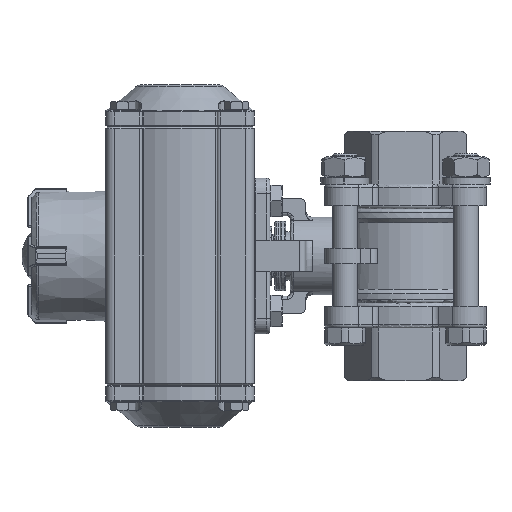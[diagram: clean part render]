
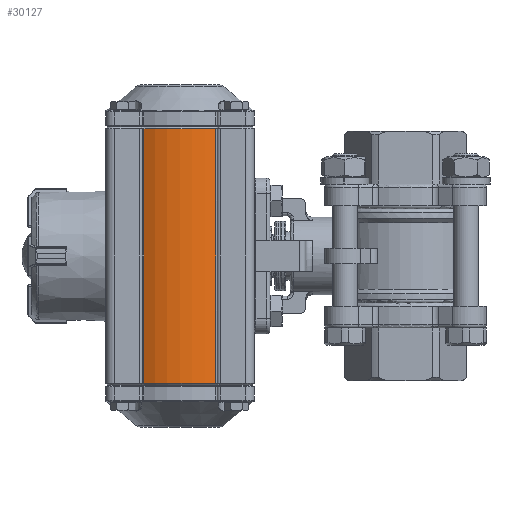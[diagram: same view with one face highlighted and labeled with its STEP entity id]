
A CAD part, left-side view. The second image highlights one B-rep face of the part: STEP entity #30127.
In plain terms, the highlighted cylindrical face has radius 23.7 mm (diameter 47.4 mm), a partial arc.
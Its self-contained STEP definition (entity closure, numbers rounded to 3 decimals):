
#3068=LINE('',#62261,#4628);
#3071=LINE('',#62268,#4631);
#4628=VECTOR('',#37153,1000.);
#4631=VECTOR('',#37160,1000.);
#9743=ORIENTED_EDGE('',*,*,#14588,.F.);
#9744=ORIENTED_EDGE('',*,*,#14780,.T.);
#9745=ORIENTED_EDGE('',*,*,#14592,.T.);
#9746=ORIENTED_EDGE('',*,*,#14562,.T.);
#14562=EDGE_CURVE('',#17444,#17439,#18898,.T.);
#14588=EDGE_CURVE('',#17478,#17439,#3068,.T.);
#14592=EDGE_CURVE('',#17479,#17444,#3071,.T.);
#14780=EDGE_CURVE('',#17478,#17479,#18979,.T.);
#17439=VERTEX_POINT('',#62168);
#17444=VERTEX_POINT('',#62179);
#17478=VERTEX_POINT('',#62260);
#17479=VERTEX_POINT('',#62265);
#18898=CIRCLE('',#32170,23.7);
#18979=CIRCLE('',#32320,23.7);
#20561=EDGE_LOOP('',(#9743,#9744,#9745,#9746));
#22392=FACE_BOUND('',#20561,.T.);
#23357=CYLINDRICAL_SURFACE('',#32319,23.7);
#30127=ADVANCED_FACE('',(#22392),#23357,.T.);
#32170=AXIS2_PLACEMENT_3D('',#62178,#37059,#37060);
#32319=AXIS2_PLACEMENT_3D('',#62887,#37449,#37450);
#32320=AXIS2_PLACEMENT_3D('',#62888,#37451,#37452);
#37059=DIRECTION('',(0.,0.,1.));
#37060=DIRECTION('',(1.,0.,0.));
#37153=DIRECTION('',(0.,0.,-1.));
#37160=DIRECTION('',(0.,0.,-1.));
#37449=DIRECTION('',(0.,0.,-1.));
#37450=DIRECTION('',(-1.,0.,0.));
#37451=DIRECTION('',(0.,0.,-1.));
#37452=DIRECTION('',(1.,0.,0.));
#62168=CARTESIAN_POINT('',(20.693,11.554,-40.9));
#62178=CARTESIAN_POINT('',(0.,0.,-40.9));
#62179=CARTESIAN_POINT('',(20.693,-11.554,-40.9));
#62260=CARTESIAN_POINT('',(20.693,11.554,40.9));
#62261=CARTESIAN_POINT('',(20.693,11.554,41.5));
#62265=CARTESIAN_POINT('',(20.693,-11.554,40.9));
#62268=CARTESIAN_POINT('',(20.693,-11.554,41.5));
#62887=CARTESIAN_POINT('',(0.,0.,41.5));
#62888=CARTESIAN_POINT('',(0.,0.,40.9));
